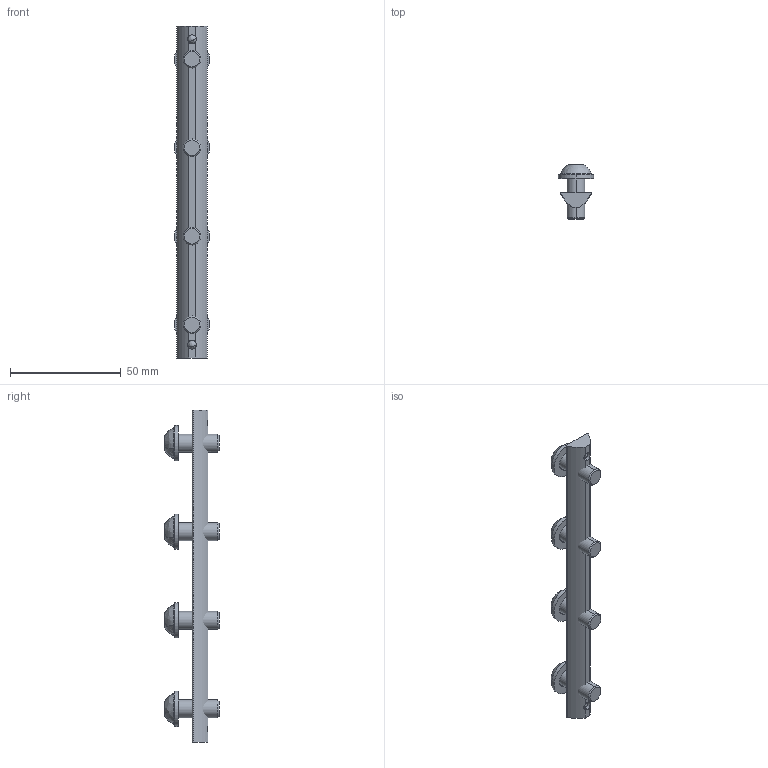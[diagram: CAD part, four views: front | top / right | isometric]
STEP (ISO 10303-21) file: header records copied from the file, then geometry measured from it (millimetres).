
FILE_DESCRIPTION (( 'STEP AP214' ), '1' );
FILE_NAME ('096000S83.STEP', '2014-09-30T07:26:03', ( 'Not-Admin' ), ( 'Hewlett-Packard Company' ), 'SwSTEP 2.0', 'SolidWorks 2014', '' );
FILE_SCHEMA (( 'AUTOMOTIVE_DESIGN' ));
Length unit declared in the file: millimetre
Products named in the file (1): 096000S83
Bounding box: 16 x 24.4 x 150 mm (x, y, z)
Volume: 15791 mm3; surface area: 11188.4 mm2
Topology: 13 solids, 13 shells, 175 faces, 421 edges, 259 vertices
Faces by surface type: plane 62, cylinder 49, bspline 36, cone 28
Entity records: 9399 total; most frequent: CARTESIAN_POINT 3370, DIRECTION 823, ORIENTED_EDGE 814, EDGE_CURVE 407, AXIS2_PLACEMENT_3D 328, VERTEX_POINT 259, EDGE_LOOP 200, UNCERTAINTY_MEASURE_WITH_UNIT 190
